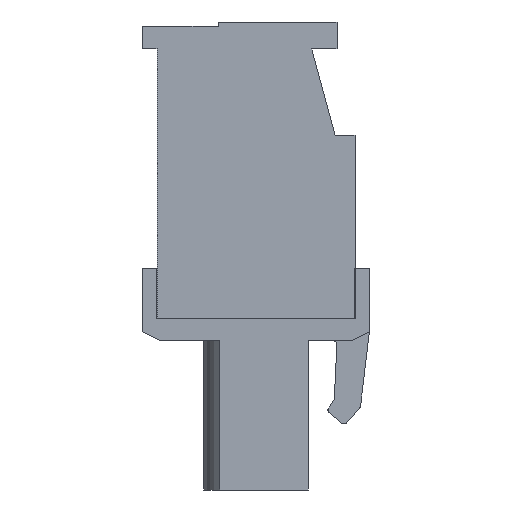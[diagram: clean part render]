
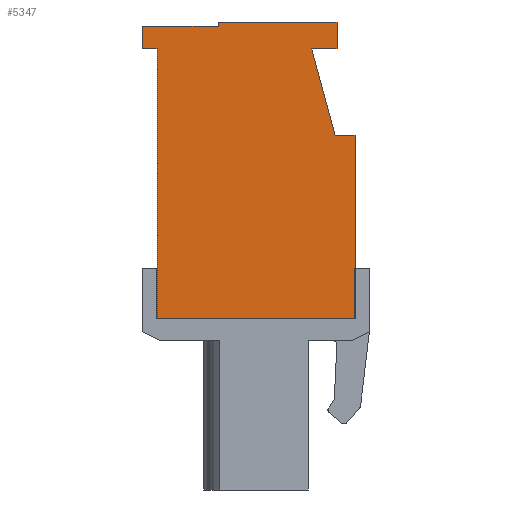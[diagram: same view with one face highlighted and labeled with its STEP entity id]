
A CAD part, left-side view. The second image highlights one B-rep face of the part: STEP entity #5347.
In plain terms, the highlighted planar face has unit normal (-1, 0, 0).
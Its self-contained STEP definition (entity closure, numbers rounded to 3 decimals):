
#5347 = ADVANCED_FACE( '', ( #10823 ), #10824, .T. );
#10823 = FACE_OUTER_BOUND( '', #16371, .T. );
#10824 = PLANE( '', #16372 );
#16371 = EDGE_LOOP( '', ( #31650, #31651, #31652, #31653, #31654, #31655, #31656, #31657, #31658, #31659, #31660, #31661 ) );
#16372 = AXIS2_PLACEMENT_3D( '', #31662, #31663, #31664 );
#31650 = ORIENTED_EDGE( '', *, *, #38418, .T. );
#31651 = ORIENTED_EDGE( '', *, *, #37537, .T. );
#31652 = ORIENTED_EDGE( '', *, *, #36852, .T. );
#31653 = ORIENTED_EDGE( '', *, *, #39663, .T. );
#31654 = ORIENTED_EDGE( '', *, *, #39057, .T. );
#31655 = ORIENTED_EDGE( '', *, *, #38726, .T. );
#31656 = ORIENTED_EDGE( '', *, *, #37443, .T. );
#31657 = ORIENTED_EDGE( '', *, *, #37769, .T. );
#31658 = ORIENTED_EDGE( '', *, *, #40005, .T. );
#31659 = ORIENTED_EDGE( '', *, *, #37582, .T. );
#31660 = ORIENTED_EDGE( '', *, *, #40120, .T. );
#31661 = ORIENTED_EDGE( '', *, *, #33960, .T. );
#31662 = CARTESIAN_POINT( '', ( -40.64, 0., 0. ) );
#31663 = DIRECTION( '', ( -1., 0., 0. ) );
#31664 = DIRECTION( '', ( 0., 0., 1. ) );
#33960 = EDGE_CURVE( '', #40697, #40698, #40699, .T. );
#36852 = EDGE_CURVE( '', #45614, #45615, #45616, .T. );
#37443 = EDGE_CURVE( '', #46487, #46485, #46488, .T. );
#37537 = EDGE_CURVE( '', #46633, #45614, #46634, .T. );
#37582 = EDGE_CURVE( '', #46702, #46703, #46704, .T. );
#37769 = EDGE_CURVE( '', #46485, #46963, #46965, .T. );
#38418 = EDGE_CURVE( '', #40698, #46633, #47859, .T. );
#38726 = EDGE_CURVE( '', #48269, #46487, #48270, .T. );
#39057 = EDGE_CURVE( '', #48702, #48269, #48703, .T. );
#39663 = EDGE_CURVE( '', #45615, #48702, #49425, .T. );
#40005 = EDGE_CURVE( '', #46963, #46702, #49814, .T. );
#40120 = EDGE_CURVE( '', #46703, #40697, #49936, .T. );
#40697 = VERTEX_POINT( '', #50632 );
#40698 = VERTEX_POINT( '', #50633 );
#40699 = LINE( '', #50634, #50635 );
#45614 = VERTEX_POINT( '', #57825 );
#45615 = VERTEX_POINT( '', #57826 );
#45616 = LINE( '', #57827, #57828 );
#46485 = VERTEX_POINT( '', #59111 );
#46487 = VERTEX_POINT( '', #59114 );
#46488 = LINE( '', #59115, #59116 );
#46633 = VERTEX_POINT( '', #59336 );
#46634 = LINE( '', #59337, #59338 );
#46702 = VERTEX_POINT( '', #59435 );
#46703 = VERTEX_POINT( '', #59436 );
#46704 = LINE( '', #59437, #59438 );
#46963 = VERTEX_POINT( '', #59853 );
#46965 = LINE( '', #59856, #59857 );
#47859 = LINE( '', #61195, #61196 );
#48269 = VERTEX_POINT( '', #61815 );
#48270 = LINE( '', #61816, #61817 );
#48702 = VERTEX_POINT( '', #62462 );
#48703 = LINE( '', #62463, #62464 );
#49425 = LINE( '', #63546, #63547 );
#49814 = LINE( '', #64107, #64108 );
#49936 = LINE( '', #64279, #64280 );
#50632 = CARTESIAN_POINT( '', ( -40.64, -3.1, 7.5 ) );
#50633 = CARTESIAN_POINT( '', ( -40.64, -4.5, 7.5 ) );
#50634 = CARTESIAN_POINT( '', ( -40.64, -3.1, 7.5 ) );
#50635 = VECTOR( '', #64802, 1000. );
#57825 = CARTESIAN_POINT( '', ( -40.64, 2.1, 9. ) );
#57826 = CARTESIAN_POINT( '', ( -40.64, 2.1, 8.75 ) );
#57827 = CARTESIAN_POINT( '', ( -40.64, 2.1, 9. ) );
#57828 = VECTOR( '', #67469, 1000. );
#59111 = CARTESIAN_POINT( '', ( -40.64, 5.5, -7.5 ) );
#59114 = CARTESIAN_POINT( '', ( -40.64, 5.5, 7.5 ) );
#59115 = CARTESIAN_POINT( '', ( -40.64, 5.5, 7.5 ) );
#59116 = VECTOR( '', #67963, 1000. );
#59336 = CARTESIAN_POINT( '', ( -40.64, -4.5, 9. ) );
#59337 = CARTESIAN_POINT( '', ( -40.64, -4.5, 9. ) );
#59338 = VECTOR( '', #68069, 1000. );
#59435 = CARTESIAN_POINT( '', ( -40.64, -5.5, 2.7 ) );
#59436 = CARTESIAN_POINT( '', ( -40.64, -4.4, 2.7 ) );
#59437 = CARTESIAN_POINT( '', ( -40.64, -5.5, 2.7 ) );
#59438 = VECTOR( '', #68114, 1000. );
#59853 = CARTESIAN_POINT( '', ( -40.64, -5.5, -7.5 ) );
#59856 = CARTESIAN_POINT( '', ( -40.64, 5.5, -7.5 ) );
#59857 = VECTOR( '', #68272, 1000. );
#61195 = CARTESIAN_POINT( '', ( -40.64, -4.5, 7.5 ) );
#61196 = VECTOR( '', #68777, 1000. );
#61815 = CARTESIAN_POINT( '', ( -40.64, 6.3, 7.5 ) );
#61816 = CARTESIAN_POINT( '', ( -40.64, 6.3, 7.5 ) );
#61817 = VECTOR( '', #69017, 1000. );
#62462 = CARTESIAN_POINT( '', ( -40.64, 6.3, 8.75 ) );
#62463 = CARTESIAN_POINT( '', ( -40.64, 6.3, 8.75 ) );
#62464 = VECTOR( '', #69270, 1000. );
#63546 = CARTESIAN_POINT( '', ( -40.64, 2.1, 8.75 ) );
#63547 = VECTOR( '', #69676, 1000. );
#64107 = CARTESIAN_POINT( '', ( -40.64, -5.5, -7.5 ) );
#64108 = VECTOR( '', #69914, 1000. );
#64279 = CARTESIAN_POINT( '', ( -40.64, -4.4, 2.7 ) );
#64280 = VECTOR( '', #69979, 1000. );
#64802 = DIRECTION( '', ( 0., -1., 0. ) );
#67469 = DIRECTION( '', ( 0., 0., -1. ) );
#67963 = DIRECTION( '', ( 0., 0., -1. ) );
#68069 = DIRECTION( '', ( 0., 1., 0. ) );
#68114 = DIRECTION( '', ( 0., 1., 0. ) );
#68272 = DIRECTION( '', ( 0., -1., 0. ) );
#68777 = DIRECTION( '', ( 0., 0., 1. ) );
#69017 = DIRECTION( '', ( 0., -1., 0. ) );
#69270 = DIRECTION( '', ( 0., 0., -1. ) );
#69676 = DIRECTION( '', ( 0., 1., 0. ) );
#69914 = DIRECTION( '', ( 0., 0., 1. ) );
#69979 = DIRECTION( '', ( 0., 0.261, 0.965 ) );
